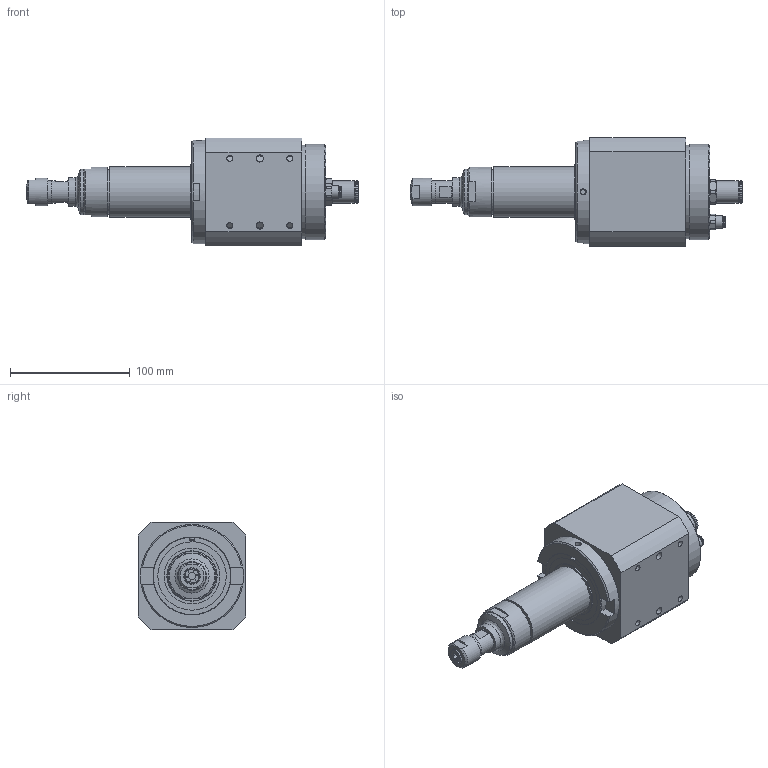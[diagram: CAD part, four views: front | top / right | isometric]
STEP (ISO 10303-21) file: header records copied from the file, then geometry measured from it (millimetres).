
FILE_DESCRIPTION((''),'2;1');
FILE_NAME('ESR 50 AX25_60001345.stp','2008-07-01T16:39:06',('rmorof'),(''),'Autodesk Inventor 2008','Autodesk Inventor 2008','');
FILE_SCHEMA(('AUTOMOTIVE_DESIGN { 1 0 10303 214 1 1 1 1 }'));
Length unit declared in the file: millimetre
Products named in the file (1): ESR 50 AX25_60001345
Bounding box: 276.77 x 90 x 90 mm (x, y, z)
Volume: 931724.6 mm3; surface area: 80622.5 mm2
Topology: 1 solids, 4 shells, 341 faces, 861 edges, 553 vertices
Faces by surface type: plane 151, cylinder 86, cone 74, bspline 23, torus 7
Full cylindrical faces by diameter (mm): 5 x1, 6 x2, 7.2 x1, 8.565 x1, 9.9 x1, 10.6 x1, 12 x2, 13.2 x1, 14.95 x1, 18.5 x2, 18.98 x1, 19 x2, 19.5 x2, 23 x1, 24 x1, 25 x2, 30 x1, 36.694 x1, 38 x1, 41.5 x1, 42 x1, 46.5 x1, 78.178 x1, 80 x1, 86 x1
Entity records: 10786 total; most frequent: CARTESIAN_POINT 2868, DIRECTION 1547, ORIENTED_EDGE 1530, EDGE_CURVE 765, AXIS2_PLACEMENT_3D 639, VERTEX_POINT 521, EDGE_LOOP 450, FACE_OUTER_BOUND 341
